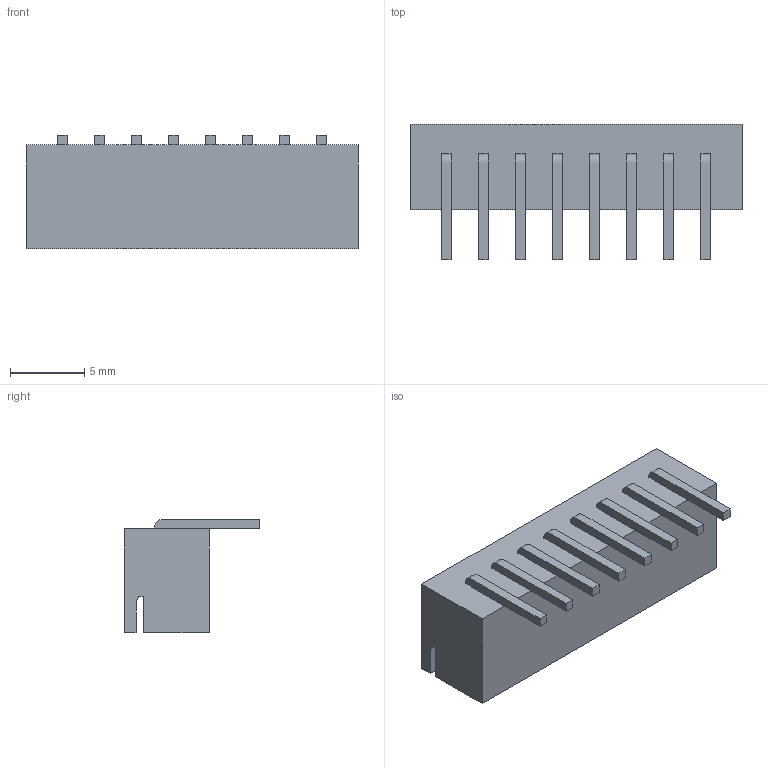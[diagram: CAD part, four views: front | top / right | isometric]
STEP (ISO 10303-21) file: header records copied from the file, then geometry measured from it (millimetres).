
FILE_DESCRIPTION (( 'STEP AP214' ), '1' );
FILE_NAME ('DS1069-8-MR.STEP', '2021-07-13T17:24:26', ( '' ), ( '' ), 'SwSTEP 2.0', 'SolidWorks 2020', '' );
FILE_SCHEMA (( 'AUTOMOTIVE_DESIGN' ));
Length unit declared in the file: millimetre
Products named in the file (1): DS1069-8-MR
Bounding box: 22.4 x 9.15 x 7.64 mm (x, y, z)
Volume: 403.9 mm3; surface area: 1223.2 mm2
Topology: 9 solids, 9 shells, 82 faces, 224 edges, 160 vertices
Faces by surface type: plane 74, bspline 8
Entity records: 3946 total; most frequent: CARTESIAN_POINT 1155, ORIENTED_EDGE 448, DIRECTION 366, EDGE_CURVE 224, LINE 184, VECTOR 184, VERTEX_POINT 160, AXIS2_PLACEMENT_3D 91
